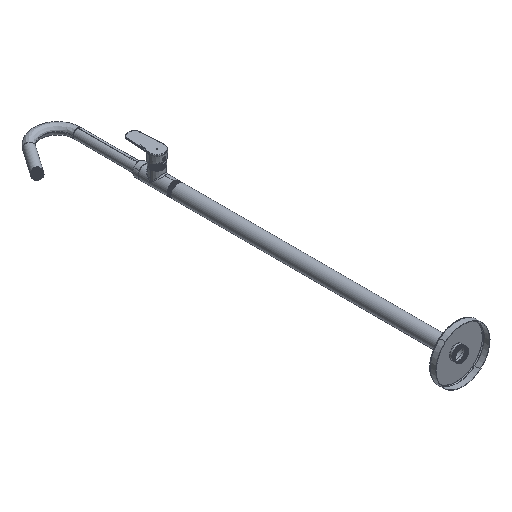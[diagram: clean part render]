
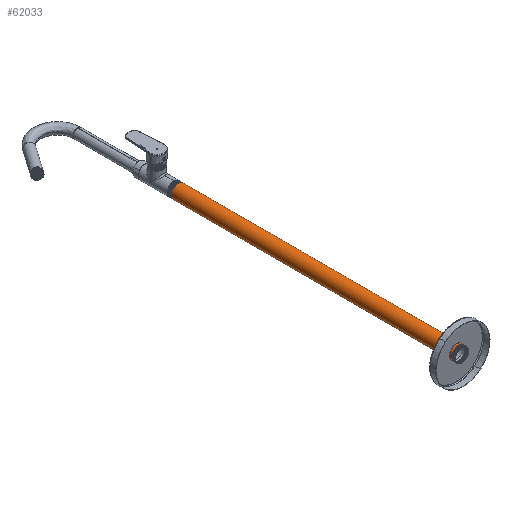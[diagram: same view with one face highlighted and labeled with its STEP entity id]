
A CAD part, isometric view. The second image highlights one B-rep face of the part: STEP entity #62033.
In plain terms, the highlighted cylindrical face has radius 20 mm (diameter 40 mm), a partial arc.
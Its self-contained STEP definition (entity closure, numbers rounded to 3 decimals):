
#667 = CARTESIAN_POINT ( 'NONE',  ( 13.587, 853., 14.676 ) ) ;
#1168 = EDGE_CURVE ( 'NONE', #34165, #36092, #27008, .T. ) ;
#1496 = CARTESIAN_POINT ( 'NONE',  ( -19.666, 13.094, -9.048 ) ) ;
#4309 =( BOUNDED_CURVE ( )  B_SPLINE_CURVE ( 2, ( #31556, #1496, #21226, #51279, #10567, #57734, #37381, #61322, #12488 ),
 .UNSPECIFIED., .F., .T. ) 
 B_SPLINE_CURVE_WITH_KNOTS ( ( 3, 2, 2, 2, 3 ),
 ( 0.906, 0.922, 0.937, 0.953, 0.969 ),
 .UNSPECIFIED. ) 
 CURVE ( )  GEOMETRIC_REPRESENTATION_ITEM ( )  RATIONAL_B_SPLINE_CURVE ( ( 1., 0.924, 1., 0.924, 1., 0.924, 1., 0.924, 1. ) ) 
 REPRESENTATION_ITEM ( '' )  );
#4368 = ORIENTED_EDGE ( 'NONE', *, *, #62682, .T. ) ;
#5761 = DIRECTION ( 'NONE',  ( -0.679, 0., -0.734 ) ) ;
#6088 = AXIS2_PLACEMENT_3D ( 'NONE', #35231, #16444, #5761 ) ;
#9631 = CARTESIAN_POINT ( 'NONE',  ( -13.587, 13., -14.676 ) ) ;
#10567 = CARTESIAN_POINT ( 'NONE',  ( -14.676, 13.375, 13.587 ) ) ;
#10942 = FACE_OUTER_BOUND ( 'NONE', #56469, .T. ) ;
#11107 = VECTOR ( 'NONE', #21841, 1000. ) ;
#12488 = CARTESIAN_POINT ( 'NONE',  ( 13.587, 13.75, 14.676 ) ) ;
#12905 = ORIENTED_EDGE ( 'NONE', *, *, #63943, .T. ) ;
#16444 = DIRECTION ( 'NONE',  ( 0., 1., 0. ) ) ;
#17244 = CARTESIAN_POINT ( 'NONE',  ( 0., 853., 0. ) ) ;
#17415 = DIRECTION ( 'NONE',  ( 0., 1., 0. ) ) ;
#18698 = ORIENTED_EDGE ( 'NONE', *, *, #51520, .T. ) ;
#19567 = CARTESIAN_POINT ( 'NONE',  ( 13.587, 13.75, 14.676 ) ) ;
#21226 = CARTESIAN_POINT ( 'NONE',  ( -19.985, 13.187, -0.77 ) ) ;
#21624 = CYLINDRICAL_SURFACE ( 'NONE', #6088, 20. ) ;
#21841 = DIRECTION ( 'NONE',  ( 0., 1., 0. ) ) ;
#24853 = AXIS2_PLACEMENT_3D ( 'NONE', #17244, #52496, #42801 ) ;
#27008 = LINE ( 'NONE', #55439, #11107 ) ;
#31556 = CARTESIAN_POINT ( 'NONE',  ( -13.587, 13., -14.676 ) ) ;
#34165 = VERTEX_POINT ( 'NONE', #9631 ) ;
#35231 = CARTESIAN_POINT ( 'NONE',  ( 0., 3., 0. ) ) ;
#36092 = VERTEX_POINT ( 'NONE', #39864 ) ;
#37381 = CARTESIAN_POINT ( 'NONE',  ( -0.77, 13.562, 19.985 ) ) ;
#39864 = CARTESIAN_POINT ( 'NONE',  ( -13.587, 853., -14.676 ) ) ;
#40803 = ORIENTED_EDGE ( 'NONE', *, *, #1168, .F. ) ;
#42801 = DIRECTION ( 'NONE',  ( 0.679, 0., 0.734 ) ) ;
#45187 = VECTOR ( 'NONE', #17415, 1000. ) ;
#51077 = VERTEX_POINT ( 'NONE', #667 ) ;
#51279 = CARTESIAN_POINT ( 'NONE',  ( -20.304, 13.281, 7.508 ) ) ;
#51520 = EDGE_CURVE ( 'NONE', #58370, #51077, #61423, .T. ) ;
#52496 = DIRECTION ( 'NONE',  ( 0., -1., 0. ) ) ;
#55439 = CARTESIAN_POINT ( 'NONE',  ( -13.587, 3., -14.676 ) ) ;
#56469 = EDGE_LOOP ( 'NONE', ( #4368, #18698, #12905, #40803 ) ) ;
#56836 = CIRCLE ( 'NONE', #24853, 20. ) ;
#57734 = CARTESIAN_POINT ( 'NONE',  ( -9.048, 13.469, 19.666 ) ) ;
#58370 = VERTEX_POINT ( 'NONE', #19567 ) ;
#61322 = CARTESIAN_POINT ( 'NONE',  ( 7.508, 13.656, 20.304 ) ) ;
#61423 = LINE ( 'NONE', #61722, #45187 ) ;
#61722 = CARTESIAN_POINT ( 'NONE',  ( 13.587, 3., 14.676 ) ) ;
#62033 = ADVANCED_FACE ( 'NONE', ( #10942 ), #21624, .T. ) ;
#62682 = EDGE_CURVE ( 'NONE', #34165, #58370, #4309, .T. ) ;
#63943 = EDGE_CURVE ( 'NONE', #51077, #36092, #56836, .T. ) ;
